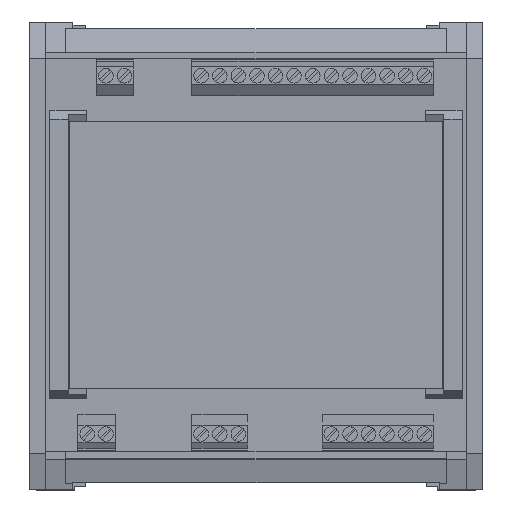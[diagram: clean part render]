
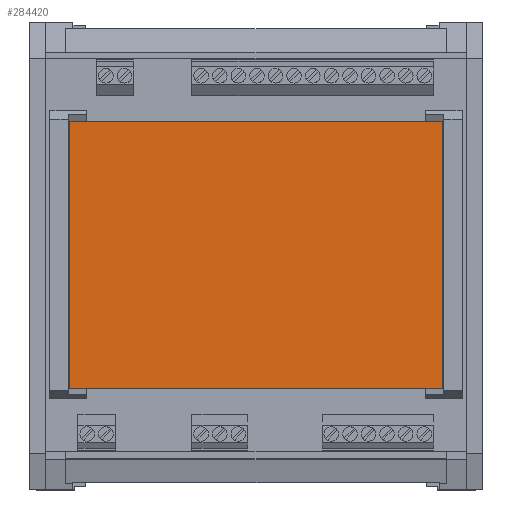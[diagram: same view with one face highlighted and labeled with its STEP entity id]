
A CAD part, top view. The second image highlights one B-rep face of the part: STEP entity #284420.
In plain terms, the highlighted face is planar.
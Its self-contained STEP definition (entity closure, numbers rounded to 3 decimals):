
#173100=CARTESIAN_POINT('',(-66.2,56.9,
86.62));
#173110=VERTEX_POINT('',#173100);
#173140=CARTESIAN_POINT('',(-29.7,56.9,
86.62));
#173150=DIRECTION('',(-1.,0.,0.));
#173160=VECTOR('',#173150,1.);
#173170=LINE('',#173140,#173160);
#173180=CARTESIAN_POINT('',(6.8,56.9,
86.62));
#173190=VERTEX_POINT('',#173180);
#173200=EDGE_CURVE('',#173190,#173110,#173170,.T.);
#204990=CARTESIAN_POINT('',(-66.2,56.9,
-15.52));
#205000=VERTEX_POINT('',#204990);
#205030=CARTESIAN_POINT('',(-66.2,56.9,
-40.23));
#205040=DIRECTION('',(0.,0.,1.));
#205050=VECTOR('',#205040,1.);
#205060=LINE('',#205030,#205050);
#205070=EDGE_CURVE('',#205000,#173110,#205060,.T.);
#205270=CARTESIAN_POINT('',(6.8,56.9,
224.82));
#205280=DIRECTION('',(0.,0.,-1.));
#205290=VECTOR('',#205280,1.);
#205300=LINE('',#205270,#205290);
#205310=CARTESIAN_POINT('',(6.8,56.9,
-15.52));
#205320=VERTEX_POINT('',#205310);
#205330=EDGE_CURVE('',#173190,#205320,#205300,.T.);
#209730=CARTESIAN_POINT('',(-29.7,56.9,
-15.52));
#209740=DIRECTION('',(-1.,0.,0.));
#209750=VECTOR('',#209740,1.);
#209760=LINE('',#209730,#209750);
#209770=EDGE_CURVE('',#205320,#205000,#209760,.T.);
#284310=CARTESIAN_POINT('',(-54.983,56.9,
-30.932));
#284320=DIRECTION('',(0.,-1.,0.));
#284330=DIRECTION('',(-1.,0.,0.));
#284340=AXIS2_PLACEMENT_3D('',#284310,#284320,#284330);
#284350=PLANE('',#284340);
#284360=ORIENTED_EDGE('',*,*,#173200,.F.);
#284370=ORIENTED_EDGE('',*,*,#205070,.T.);
#284380=ORIENTED_EDGE('',*,*,#209770,.T.);
#284390=ORIENTED_EDGE('',*,*,#205330,.T.);
#284400=EDGE_LOOP('',(#284390,#284380,#284370,#284360));
#284410=FACE_OUTER_BOUND('',#284400,.T.);
#284420=ADVANCED_FACE('',(#284410),#284350,.F.);
